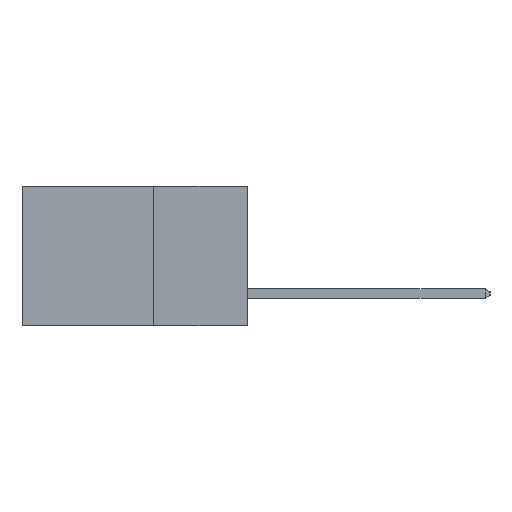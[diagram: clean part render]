
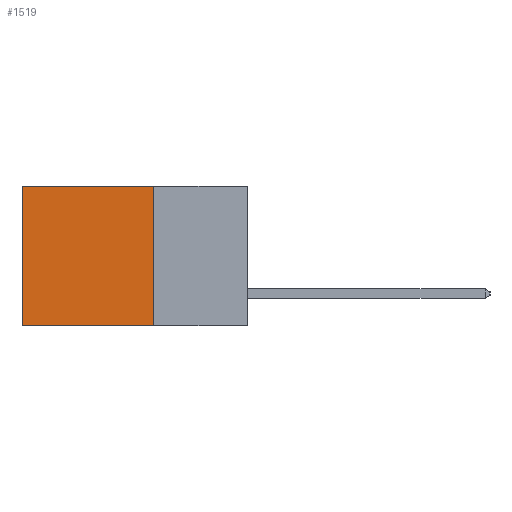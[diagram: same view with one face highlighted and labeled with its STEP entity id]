
A CAD part, left-side view. The second image highlights one B-rep face of the part: STEP entity #1519.
In plain terms, the highlighted planar face has unit normal (-1, 0, 0).
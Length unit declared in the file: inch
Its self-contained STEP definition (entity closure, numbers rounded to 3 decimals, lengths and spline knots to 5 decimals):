
#632 = ORIENTED_EDGE ( 'NONE', *, *, #7331, .F. ) ;
#633 = CARTESIAN_POINT ( 'NONE',  ( 0.2615, 0.6, 0. ) ) ;
#1494 = EDGE_CURVE ( 'NONE', #1502, #8353, #7605, .T. ) ;
#1502 = VERTEX_POINT ( 'NONE', #2809 ) ;
#1519 = ADVANCED_FACE ( 'NONE', ( #4819 ), #2468, .F. ) ;
#1553 = CARTESIAN_POINT ( 'NONE',  ( 0.2615, 0.25, 0. ) ) ;
#1864 = EDGE_CURVE ( 'NONE', #3826, #8353, #6163, .T. ) ;
#2385 = AXIS2_PLACEMENT_3D ( 'NONE', #2558, #2455, #2425 ) ;
#2425 = DIRECTION ( 'NONE',  ( 0., 0., -1. ) ) ;
#2455 = DIRECTION ( 'NONE',  ( 1., 0., 0. ) ) ;
#2468 = PLANE ( 'NONE',  #2385 ) ;
#2558 = CARTESIAN_POINT ( 'NONE',  ( 0.2615, 0.25, -0.37 ) ) ;
#2693 = DIRECTION ( 'NONE',  ( 0., 1., 0. ) ) ;
#2709 = CARTESIAN_POINT ( 'NONE',  ( 0.2615, 0.25, -0.37 ) ) ;
#2757 = LINE ( 'NONE', #6048, #4792 ) ;
#2809 = CARTESIAN_POINT ( 'NONE',  ( 0.2615, 0.25, -0.37 ) ) ;
#2826 = EDGE_LOOP ( 'NONE', ( #5558, #10287, #632, #10348 ) ) ;
#3407 = DIRECTION ( 'NONE',  ( 0., 0., -1. ) ) ;
#3826 = VERTEX_POINT ( 'NONE', #633 ) ;
#3884 = VERTEX_POINT ( 'NONE', #1553 ) ;
#4136 = CARTESIAN_POINT ( 'NONE',  ( 0.2615, 0.6, -0.37 ) ) ;
#4792 = VECTOR ( 'NONE', #3407, 39.37008 ) ;
#4819 = FACE_OUTER_BOUND ( 'NONE', #2826, .T. ) ;
#5558 = ORIENTED_EDGE ( 'NONE', *, *, #1864, .T. ) ;
#5923 = VECTOR ( 'NONE', #9736, 39.37008 ) ;
#6048 = CARTESIAN_POINT ( 'NONE',  ( 0.2615, 0.25, -0.37 ) ) ;
#6163 = LINE ( 'NONE', #9644, #5923 ) ;
#6192 = VECTOR ( 'NONE', #9062, 39.37008 ) ;
#7029 = VECTOR ( 'NONE', #2693, 39.37008 ) ;
#7331 = EDGE_CURVE ( 'NONE', #3884, #1502, #2757, .T. ) ;
#7605 = LINE ( 'NONE', #2709, #7029 ) ;
#8264 = LINE ( 'NONE', #10642, #6192 ) ;
#8353 = VERTEX_POINT ( 'NONE', #4136 ) ;
#9062 = DIRECTION ( 'NONE',  ( 0., 1., 0. ) ) ;
#9644 = CARTESIAN_POINT ( 'NONE',  ( 0.2615, 0.6, -0.37 ) ) ;
#9736 = DIRECTION ( 'NONE',  ( 0., 0., -1. ) ) ;
#10287 = ORIENTED_EDGE ( 'NONE', *, *, #1494, .F. ) ;
#10348 = ORIENTED_EDGE ( 'NONE', *, *, #10717, .T. ) ;
#10642 = CARTESIAN_POINT ( 'NONE',  ( 0.2615, 0.25, 0. ) ) ;
#10717 = EDGE_CURVE ( 'NONE', #3884, #3826, #8264, .T. ) ;
